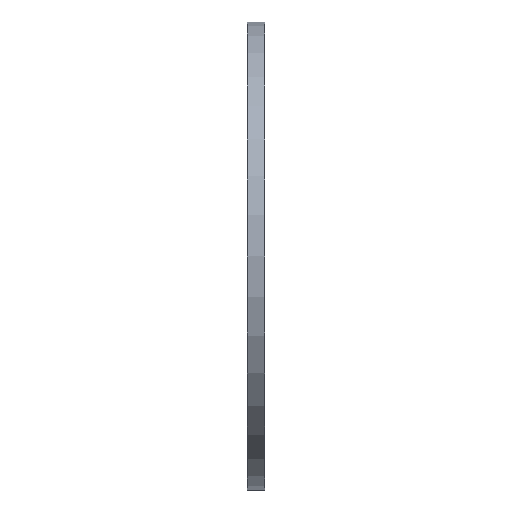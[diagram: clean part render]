
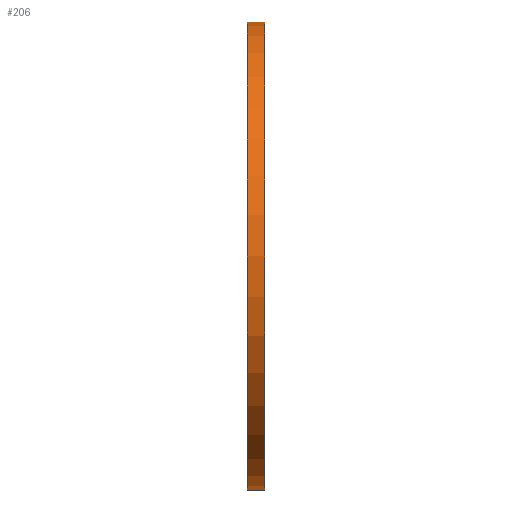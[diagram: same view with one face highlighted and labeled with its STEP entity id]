
A CAD part, front view. The second image highlights one B-rep face of the part: STEP entity #206.
In plain terms, the highlighted cylindrical face has radius 14.018 mm (diameter 28.035 mm), a partial arc.
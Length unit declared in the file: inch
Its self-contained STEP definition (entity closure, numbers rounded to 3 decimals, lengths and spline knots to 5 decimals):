
#179 = ORIENTED_EDGE ( 'NONE', *, *, #180, .F. ) ;
#180 = EDGE_CURVE ( 'NONE', #181, #196, #513, .T. ) ;
#181 = VERTEX_POINT ( 'NONE', #514 ) ;
#182 = ORIENTED_EDGE ( 'NONE', *, *, #183, .T. ) ;
#183 = EDGE_CURVE ( 'NONE', #181, #184, #440, .T. ) ;
#184 = VERTEX_POINT ( 'NONE', #436 ) ;
#185 = ORIENTED_EDGE ( 'NONE', *, *, #186, .T. ) ;
#186 = EDGE_CURVE ( 'NONE', #184, #200, #435, .T. ) ;
#196 = VERTEX_POINT ( 'NONE', #588 ) ;
#199 = EDGE_CURVE ( 'NONE', #196, #200, #586, .T. ) ;
#200 = VERTEX_POINT ( 'NONE', #582 ) ;
#206 = ADVANCED_FACE ( 'NONE', ( #634 ), #632, .T. ) ;
#207 = EDGE_LOOP ( 'NONE', ( #208, #179, #182, #185 ) ) ;
#208 = ORIENTED_EDGE ( 'NONE', *, *, #199, .F. ) ;
#431 = DIRECTION ( 'NONE',  ( 0., 0., -1. ) ) ;
#432 = DIRECTION ( 'NONE',  ( 1., 0., 0. ) ) ;
#433 = CARTESIAN_POINT ( 'NONE',  ( -0.021, -0.02662, 0. ) ) ;
#434 = AXIS2_PLACEMENT_3D ( 'NONE', #433, #432, #431 ) ;
#435 = CIRCLE ( 'NONE', #434, 0.55188 ) ;
#436 = CARTESIAN_POINT ( 'NONE',  ( -0.021, -0.02662, 0.55188 ) ) ;
#437 = DIRECTION ( 'NONE',  ( -1., 0., 0. ) ) ;
#438 = VECTOR ( 'NONE', #437, 39.37008 ) ;
#439 = CARTESIAN_POINT ( 'NONE',  ( 0.021, -0.02662, 0.55188 ) ) ;
#440 = LINE ( 'NONE', #439, #438 ) ;
#509 = DIRECTION ( 'NONE',  ( 0., 0., -1. ) ) ;
#510 = DIRECTION ( 'NONE',  ( 1., 0., 0. ) ) ;
#511 = CARTESIAN_POINT ( 'NONE',  ( 0.021, -0.02662, 0. ) ) ;
#512 = AXIS2_PLACEMENT_3D ( 'NONE', #511, #510, #509 ) ;
#513 = CIRCLE ( 'NONE', #512, 0.55188 ) ;
#514 = CARTESIAN_POINT ( 'NONE',  ( 0.021, -0.02662, 0.55188 ) ) ;
#582 = CARTESIAN_POINT ( 'NONE',  ( -0.021, -0.02662, -0.55188 ) ) ;
#583 = DIRECTION ( 'NONE',  ( -1., 0., 0. ) ) ;
#584 = VECTOR ( 'NONE', #583, 39.37008 ) ;
#585 = CARTESIAN_POINT ( 'NONE',  ( 0.021, -0.02662, -0.55188 ) ) ;
#586 = LINE ( 'NONE', #585, #584 ) ;
#588 = CARTESIAN_POINT ( 'NONE',  ( 0.021, -0.02662, -0.55188 ) ) ;
#628 = DIRECTION ( 'NONE',  ( 0., 0., 1. ) ) ;
#629 = DIRECTION ( 'NONE',  ( -1., 0., 0. ) ) ;
#630 = CARTESIAN_POINT ( 'NONE',  ( 0.021, -0.02662, 0. ) ) ;
#631 = AXIS2_PLACEMENT_3D ( 'NONE', #630, #629, #628 ) ;
#632 = CYLINDRICAL_SURFACE ( 'NONE', #631, 0.55188 ) ;
#634 = FACE_OUTER_BOUND ( 'NONE', #207, .T. ) ;
